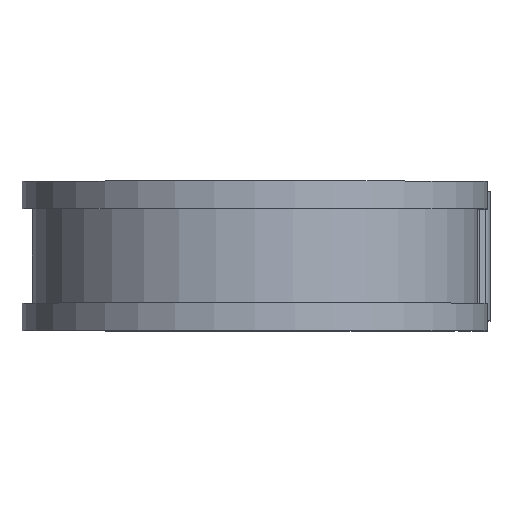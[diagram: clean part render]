
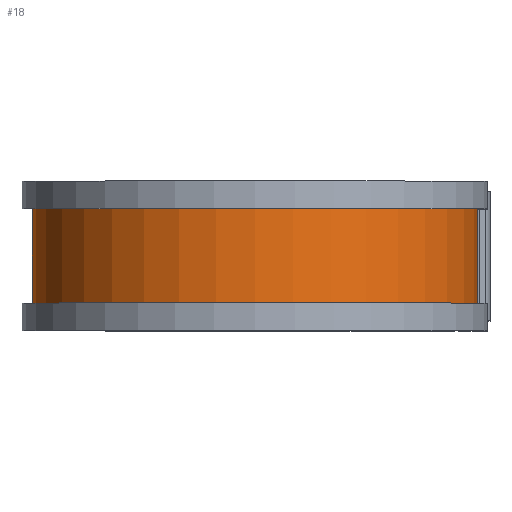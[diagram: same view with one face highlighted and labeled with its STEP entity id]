
A CAD part, top view. The second image highlights one B-rep face of the part: STEP entity #18.
In plain terms, the highlighted cylindrical face has radius 32.906 mm (diameter 65.811 mm), a partial arc.
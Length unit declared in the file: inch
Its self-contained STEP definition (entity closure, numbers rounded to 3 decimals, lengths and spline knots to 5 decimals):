
#18 = ADVANCED_FACE ( 'NONE', ( #839 ), #1498, .T. ) ;
#32 = AXIS2_PLACEMENT_3D ( 'NONE', #1554, #174, #688 ) ;
#49 = DIRECTION ( 'NONE',  ( 0., -1., 0. ) ) ;
#174 = DIRECTION ( 'NONE',  ( 0., -1., 0. ) ) ;
#201 = DIRECTION ( 'NONE',  ( 0., -1., 0. ) ) ;
#254 = CARTESIAN_POINT ( 'NONE',  ( 0., -0.275, -1.2955 ) ) ;
#281 = EDGE_CURVE ( 'NONE', #1479, #654, #1495, .T. ) ;
#310 = CARTESIAN_POINT ( 'NONE',  ( 0., 0.275, 0. ) ) ;
#373 = CARTESIAN_POINT ( 'NONE',  ( 0., 0.375, -1.2955 ) ) ;
#375 = AXIS2_PLACEMENT_3D ( 'NONE', #962, #201, #1103 ) ;
#390 = EDGE_LOOP ( 'NONE', ( #788, #730, #1242, #951 ) ) ;
#590 = CARTESIAN_POINT ( 'NONE',  ( 0., 0.275, -1.2955 ) ) ;
#630 = EDGE_CURVE ( 'NONE', #1479, #1551, #1001, .T. ) ;
#654 = VERTEX_POINT ( 'NONE', #1618 ) ;
#688 = DIRECTION ( 'NONE',  ( 0., 0., -1. ) ) ;
#730 = ORIENTED_EDGE ( 'NONE', *, *, #630, .T. ) ;
#769 = VERTEX_POINT ( 'NONE', #254 ) ;
#788 = ORIENTED_EDGE ( 'NONE', *, *, #281, .F. ) ;
#838 = VECTOR ( 'NONE', #1418, 39.37008 ) ;
#839 = FACE_OUTER_BOUND ( 'NONE', #390, .T. ) ;
#951 = ORIENTED_EDGE ( 'NONE', *, *, #1130, .F. ) ;
#959 = VECTOR ( 'NONE', #1240, 39.37008 ) ;
#962 = CARTESIAN_POINT ( 'NONE',  ( 0., -0.275, 0. ) ) ;
#1001 = CIRCLE ( 'NONE', #1214, 1.2955 ) ;
#1030 = CIRCLE ( 'NONE', #375, 1.2955 ) ;
#1088 = LINE ( 'NONE', #373, #959 ) ;
#1103 = DIRECTION ( 'NONE',  ( 0., 0., -1. ) ) ;
#1130 = EDGE_CURVE ( 'NONE', #654, #769, #1030, .T. ) ;
#1185 = EDGE_CURVE ( 'NONE', #1551, #769, #1088, .T. ) ;
#1205 = CARTESIAN_POINT ( 'NONE',  ( 1.2955, 0.275, 0. ) ) ;
#1214 = AXIS2_PLACEMENT_3D ( 'NONE', #310, #49, #1579 ) ;
#1240 = DIRECTION ( 'NONE',  ( 0., -1., 0. ) ) ;
#1242 = ORIENTED_EDGE ( 'NONE', *, *, #1185, .T. ) ;
#1302 = CARTESIAN_POINT ( 'NONE',  ( 1.2955, 0.375, 0. ) ) ;
#1418 = DIRECTION ( 'NONE',  ( 0., -1., 0. ) ) ;
#1479 = VERTEX_POINT ( 'NONE', #1205 ) ;
#1495 = LINE ( 'NONE', #1302, #838 ) ;
#1498 = CYLINDRICAL_SURFACE ( 'NONE', #32, 1.2955 ) ;
#1551 = VERTEX_POINT ( 'NONE', #590 ) ;
#1554 = CARTESIAN_POINT ( 'NONE',  ( 0., 0.375, 0. ) ) ;
#1579 = DIRECTION ( 'NONE',  ( 0., 0., -1. ) ) ;
#1618 = CARTESIAN_POINT ( 'NONE',  ( 1.2955, -0.275, 0. ) ) ;
